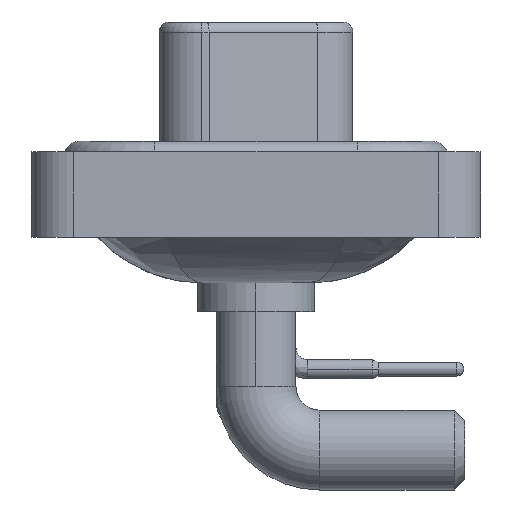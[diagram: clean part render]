
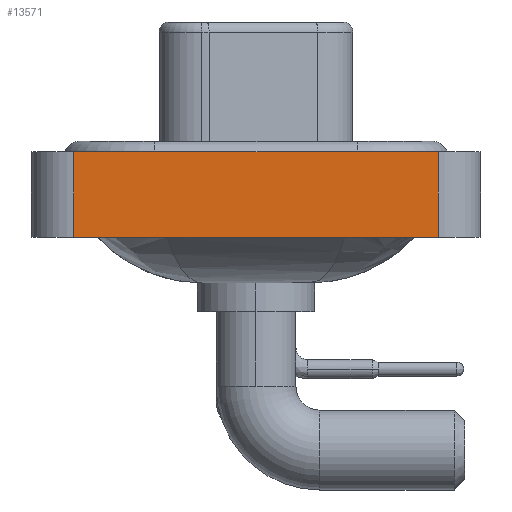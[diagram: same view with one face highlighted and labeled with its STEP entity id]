
A CAD part, left-side view. The second image highlights one B-rep face of the part: STEP entity #13571.
In plain terms, the highlighted planar face has unit normal (-1, 0, 0).
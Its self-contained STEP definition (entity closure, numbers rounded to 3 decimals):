
#1326 = LINE ( 'NONE', #18818, #14257 ) ;
#2732 = CARTESIAN_POINT ( 'NONE',  ( -7.35, -8.55, -3.6 ) ) ;
#2971 = CARTESIAN_POINT ( 'NONE',  ( -7.35, -8.55, -3.6 ) ) ;
#4611 = CARTESIAN_POINT ( 'NONE',  ( -7.35, 8.55, 0.4 ) ) ;
#5346 = EDGE_CURVE ( 'NONE', #12261, #21195, #25875, .T. ) ;
#6016 = VECTOR ( 'NONE', #25604, 1000. ) ;
#7738 = VERTEX_POINT ( 'NONE', #8577 ) ;
#7875 = ORIENTED_EDGE ( 'NONE', *, *, #5346, .F. ) ;
#8577 = CARTESIAN_POINT ( 'NONE',  ( -7.35, 8.55, -3.6 ) ) ;
#9010 = EDGE_CURVE ( 'NONE', #7738, #12261, #1326, .T. ) ;
#9283 = FACE_OUTER_BOUND ( 'NONE', #15168, .T. ) ;
#9374 = VERTEX_POINT ( 'NONE', #2732 ) ;
#9409 = VECTOR ( 'NONE', #18388, 1000. ) ;
#9788 = LINE ( 'NONE', #26856, #9409 ) ;
#10007 = ORIENTED_EDGE ( 'NONE', *, *, #25817, .T. ) ;
#10094 = DIRECTION ( 'NONE',  ( 0., 0., 1. ) ) ;
#10877 = DIRECTION ( 'NONE',  ( 0., 0., 1. ) ) ;
#12261 = VERTEX_POINT ( 'NONE', #4611 ) ;
#13571 = ADVANCED_FACE ( 'NONE', ( #9283 ), #24356, .T. ) ;
#14257 = VECTOR ( 'NONE', #10094, 1000. ) ;
#15168 = EDGE_LOOP ( 'NONE', ( #17617, #7875, #17728, #10007 ) ) ;
#15417 = CARTESIAN_POINT ( 'NONE',  ( -7.35, -8.55, 0.4 ) ) ;
#17441 = DIRECTION ( 'NONE',  ( -1., 0., 0. ) ) ;
#17617 = ORIENTED_EDGE ( 'NONE', *, *, #26772, .T. ) ;
#17728 = ORIENTED_EDGE ( 'NONE', *, *, #9010, .F. ) ;
#17883 = CARTESIAN_POINT ( 'NONE',  ( -7.35, -8.55, -3.6 ) ) ;
#18388 = DIRECTION ( 'NONE',  ( 0., 0., 1. ) ) ;
#18818 = CARTESIAN_POINT ( 'NONE',  ( -7.35, 8.55, -3.6 ) ) ;
#20334 = DIRECTION ( 'NONE',  ( 0., -1., 0. ) ) ;
#20562 = AXIS2_PLACEMENT_3D ( 'NONE', #17883, #17441, #10877 ) ;
#21195 = VERTEX_POINT ( 'NONE', #15417 ) ;
#23541 = VECTOR ( 'NONE', #20334, 1000. ) ;
#24356 = PLANE ( 'NONE',  #20562 ) ;
#25604 = DIRECTION ( 'NONE',  ( 0., -1., 0. ) ) ;
#25817 = EDGE_CURVE ( 'NONE', #7738, #9374, #26499, .T. ) ;
#25875 = LINE ( 'NONE', #27891, #6016 ) ;
#26499 = LINE ( 'NONE', #2971, #23541 ) ;
#26772 = EDGE_CURVE ( 'NONE', #9374, #21195, #9788, .T. ) ;
#26856 = CARTESIAN_POINT ( 'NONE',  ( -7.35, -8.55, -3.6 ) ) ;
#27891 = CARTESIAN_POINT ( 'NONE',  ( -7.35, -8.55, 0.4 ) ) ;
